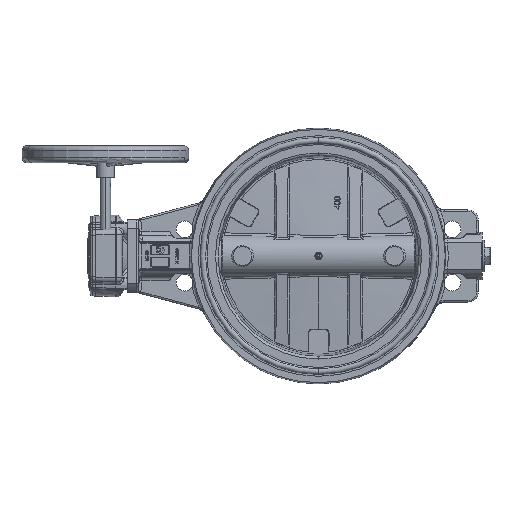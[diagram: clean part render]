
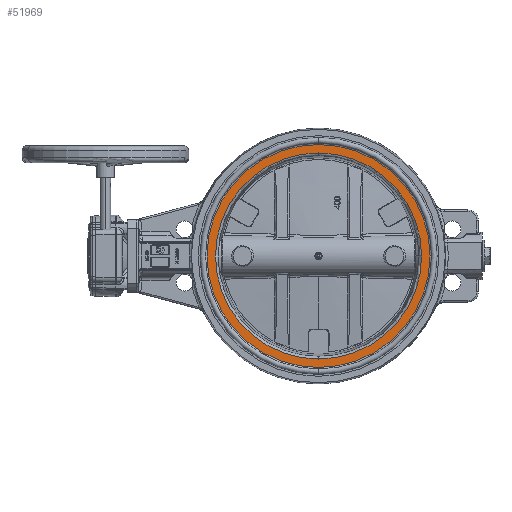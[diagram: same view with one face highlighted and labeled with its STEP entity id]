
A CAD part, left-side view. The second image highlights one B-rep face of the part: STEP entity #51969.
In plain terms, the highlighted planar face has unit normal (-1, 0, 0).
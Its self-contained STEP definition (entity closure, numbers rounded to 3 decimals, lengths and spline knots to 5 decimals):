
#5337 = CIRCLE ( 'NONE', #76154, 0.21265 ) ;
#17839 = CIRCLE ( 'NONE', #126995, 0.19652 ) ;
#23619 = DIRECTION ( 'NONE',  ( 1., 0., 0. ) ) ;
#24137 = FACE_BOUND ( 'NONE', #151021, .T. ) ;
#24459 = EDGE_CURVE ( 'NONE', #34681, #143376, #17839, .T. ) ;
#25835 = FACE_OUTER_BOUND ( 'NONE', #61593, .T. ) ;
#34681 = VERTEX_POINT ( 'NONE', #79876 ) ;
#34893 = CIRCLE ( 'NONE', #152259, 0.21265 ) ;
#37269 = CARTESIAN_POINT ( 'NONE',  ( -0.05075, 0., 0. ) ) ;
#41766 = CARTESIAN_POINT ( 'NONE',  ( -0.05075, 0., 0. ) ) ;
#51969 = ADVANCED_FACE ( 'NONE', ( #24137, #25835 ), #76237, .T. ) ;
#53732 = DIRECTION ( 'NONE',  ( 0., 0., -1. ) ) ;
#55372 = EDGE_CURVE ( 'NONE', #131248, #90558, #5337, .T. ) ;
#57977 = AXIS2_PLACEMENT_3D ( 'NONE', #151269, #75152, #60662 ) ;
#60662 = DIRECTION ( 'NONE',  ( 0., 0., -1. ) ) ;
#61593 = EDGE_LOOP ( 'NONE', ( #86185, #112224 ) ) ;
#63417 = DIRECTION ( 'NONE',  ( -1., 0., 0. ) ) ;
#63991 = EDGE_CURVE ( 'NONE', #143376, #34681, #167039, .T. ) ;
#70378 = ORIENTED_EDGE ( 'NONE', *, *, #63991, .T. ) ;
#73528 = EDGE_CURVE ( 'NONE', #90558, #131248, #34893, .T. ) ;
#75152 = DIRECTION ( 'NONE',  ( 1., 0., 0. ) ) ;
#75669 = AXIS2_PLACEMENT_3D ( 'NONE', #128396, #63417, #132628 ) ;
#76154 = AXIS2_PLACEMENT_3D ( 'NONE', #130978, #102797, #154892 ) ;
#76237 = PLANE ( 'NONE',  #75669 ) ;
#77667 = DIRECTION ( 'NONE',  ( 1., 0., 0. ) ) ;
#79876 = CARTESIAN_POINT ( 'NONE',  ( -0.05075, 0., -0.19652 ) ) ;
#86185 = ORIENTED_EDGE ( 'NONE', *, *, #73528, .F. ) ;
#90558 = VERTEX_POINT ( 'NONE', #117024 ) ;
#94407 = CARTESIAN_POINT ( 'NONE',  ( -0.05075, 0., 0.19652 ) ) ;
#102797 = DIRECTION ( 'NONE',  ( 1., 0., 0. ) ) ;
#112224 = ORIENTED_EDGE ( 'NONE', *, *, #55372, .F. ) ;
#117024 = CARTESIAN_POINT ( 'NONE',  ( -0.05075, 0., -0.21265 ) ) ;
#124570 = CARTESIAN_POINT ( 'NONE',  ( -0.05075, 0., 0.21265 ) ) ;
#126995 = AXIS2_PLACEMENT_3D ( 'NONE', #37269, #23619, #168014 ) ;
#128396 = CARTESIAN_POINT ( 'NONE',  ( -0.05075, 0., -0.21265 ) ) ;
#130978 = CARTESIAN_POINT ( 'NONE',  ( -0.05075, 0., 0. ) ) ;
#131248 = VERTEX_POINT ( 'NONE', #124570 ) ;
#132628 = DIRECTION ( 'NONE',  ( 0., 0., 1. ) ) ;
#143376 = VERTEX_POINT ( 'NONE', #94407 ) ;
#145949 = ORIENTED_EDGE ( 'NONE', *, *, #24459, .T. ) ;
#151021 = EDGE_LOOP ( 'NONE', ( #145949, #70378 ) ) ;
#151269 = CARTESIAN_POINT ( 'NONE',  ( -0.05075, 0., 0. ) ) ;
#152259 = AXIS2_PLACEMENT_3D ( 'NONE', #41766, #77667, #53732 ) ;
#154892 = DIRECTION ( 'NONE',  ( 0., 0., -1. ) ) ;
#167039 = CIRCLE ( 'NONE', #57977, 0.19652 ) ;
#168014 = DIRECTION ( 'NONE',  ( 0., 0., -1. ) ) ;
